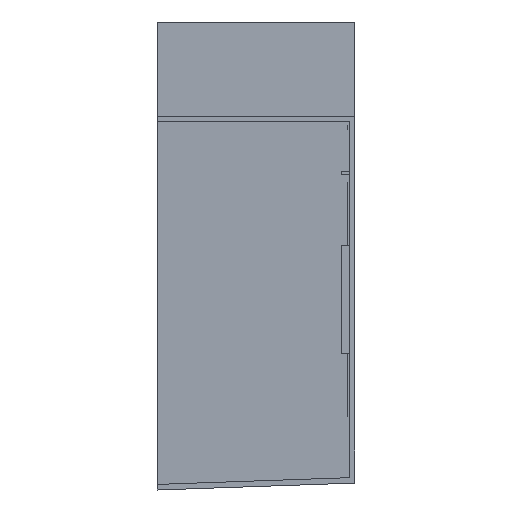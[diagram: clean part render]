
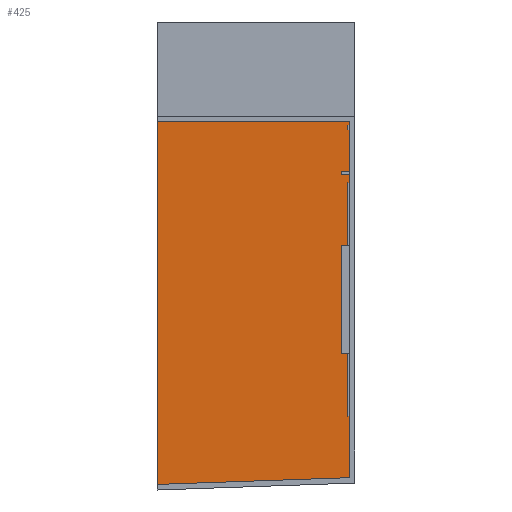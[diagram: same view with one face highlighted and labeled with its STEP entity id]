
A CAD part, front view. The second image highlights one B-rep face of the part: STEP entity #425.
In plain terms, the highlighted planar face has unit normal (-0.035, -0.999, 0).
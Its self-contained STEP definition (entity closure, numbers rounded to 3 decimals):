
#38 = CARTESIAN_POINT ( 'NONE',  ( 0., 68.129, -10.479 ) ) ;
#100 = VECTOR ( 'NONE', #1667, 1000. ) ;
#121 = DIRECTION ( 'NONE',  ( 0., 0., -1. ) ) ;
#131 = CARTESIAN_POINT ( 'NONE',  ( 0., 68.129, 160. ) ) ;
#189 = VECTOR ( 'NONE', #1592, 1000. ) ;
#199 = ORIENTED_EDGE ( 'NONE', *, *, #1491, .F. ) ;
#289 = ORIENTED_EDGE ( 'NONE', *, *, #893, .T. ) ;
#304 = LINE ( 'NONE', #1687, #100 ) ;
#425 = ADVANCED_FACE ( 'NONE', ( #1363 ), #1015, .T. ) ;
#428 = ORIENTED_EDGE ( 'NONE', *, *, #691, .T. ) ;
#457 = VERTEX_POINT ( 'NONE', #777 ) ;
#494 = VECTOR ( 'NONE', #565, 1000. ) ;
#565 = DIRECTION ( 'NONE',  ( 0., 0., -1. ) ) ;
#599 = LINE ( 'NONE', #629, #494 ) ;
#629 = CARTESIAN_POINT ( 'NONE',  ( 71., 65.65, 160. ) ) ;
#635 = ORIENTED_EDGE ( 'NONE', *, *, #851, .F. ) ;
#691 = EDGE_CURVE ( 'NONE', #981, #720, #825, .T. ) ;
#720 = VERTEX_POINT ( 'NONE', #38 ) ;
#777 = CARTESIAN_POINT ( 'NONE',  ( 71., 65.65, 160. ) ) ;
#825 = LINE ( 'NONE', #131, #830 ) ;
#830 = VECTOR ( 'NONE', #121, 1000. ) ;
#851 = EDGE_CURVE ( 'NONE', #981, #457, #304, .T. ) ;
#893 = EDGE_CURVE ( 'NONE', #720, #1259, #1059, .T. ) ;
#947 = DIRECTION ( 'NONE',  ( 0.999, -0.035, 0. ) ) ;
#964 = DIRECTION ( 'NONE',  ( -0.035, -0.999, 0. ) ) ;
#981 = VERTEX_POINT ( 'NONE', #1122 ) ;
#1013 = CARTESIAN_POINT ( 'NONE',  ( 71., 65.65, 160. ) ) ;
#1015 = PLANE ( 'NONE',  #1193 ) ;
#1059 = LINE ( 'NONE', #1610, #189 ) ;
#1122 = CARTESIAN_POINT ( 'NONE',  ( 0., 68.129, 160. ) ) ;
#1193 = AXIS2_PLACEMENT_3D ( 'NONE', #1013, #964, #947 ) ;
#1259 = VERTEX_POINT ( 'NONE', #1288 ) ;
#1288 = CARTESIAN_POINT ( 'NONE',  ( 71., 65.65, -8. ) ) ;
#1303 = EDGE_LOOP ( 'NONE', ( #428, #289, #199, #635 ) ) ;
#1363 = FACE_OUTER_BOUND ( 'NONE', #1303, .T. ) ;
#1491 = EDGE_CURVE ( 'NONE', #457, #1259, #599, .T. ) ;
#1592 = DIRECTION ( 'NONE',  ( 0.999, -0.035, 0.035 ) ) ;
#1610 = CARTESIAN_POINT ( 'NONE',  ( 76.852, 65.446, -7.796 ) ) ;
#1667 = DIRECTION ( 'NONE',  ( 0.999, -0.035, 0. ) ) ;
#1687 = CARTESIAN_POINT ( 'NONE',  ( 4.661, 67.967, 160. ) ) ;
